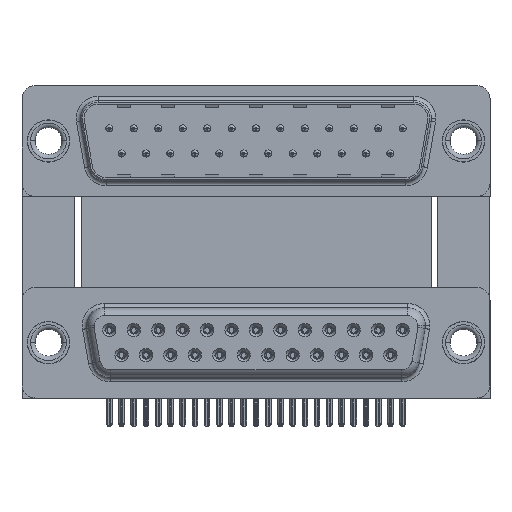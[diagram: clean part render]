
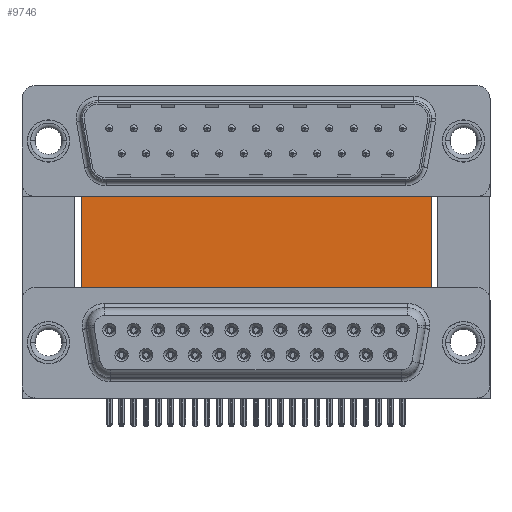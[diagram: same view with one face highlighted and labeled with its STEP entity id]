
A CAD part, top view. The second image highlights one B-rep face of the part: STEP entity #9746.
In plain terms, the highlighted planar face has unit normal (0, 0, 1).
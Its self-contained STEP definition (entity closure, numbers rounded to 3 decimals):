
#1165 = VECTOR ( 'NONE', #12091, 1000. ) ;
#4086 = ORIENTED_EDGE ( 'NONE', *, *, #9489, .F. ) ;
#4590 = ORIENTED_EDGE ( 'NONE', *, *, #35610, .T. ) ;
#5252 = DIRECTION ( 'NONE',  ( -1., 0., 0. ) ) ;
#8813 = EDGE_CURVE ( 'NONE', #52171, #46462, #50977, .T. ) ;
#9489 = EDGE_CURVE ( 'NONE', #17539, #52468, #37715, .T. ) ;
#9746 = ADVANCED_FACE ( 'NONE', ( #18521 ), #26010, .F. ) ;
#10374 = CARTESIAN_POINT ( 'NONE',  ( 43.43, -3.735, -12. ) ) ;
#11894 = LINE ( 'NONE', #37427, #54637 ) ;
#12091 = DIRECTION ( 'NONE',  ( 1., 0., 0. ) ) ;
#12145 = AXIS2_PLACEMENT_3D ( 'NONE', #31265, #21874, #5252 ) ;
#12913 = CARTESIAN_POINT ( 'NONE',  ( 3.79, -3.735, -12. ) ) ;
#13182 = EDGE_CURVE ( 'NONE', #52468, #46462, #29894, .T. ) ;
#13791 = DIRECTION ( 'NONE',  ( 0., -1., 0. ) ) ;
#13846 = VECTOR ( 'NONE', #13791, 1000. ) ;
#15609 = ORIENTED_EDGE ( 'NONE', *, *, #13182, .F. ) ;
#17539 = VERTEX_POINT ( 'NONE', #45950 ) ;
#18521 = FACE_OUTER_BOUND ( 'NONE', #30420, .T. ) ;
#21874 = DIRECTION ( 'NONE',  ( 0., 0., -1. ) ) ;
#26010 = PLANE ( 'NONE',  #12145 ) ;
#26273 = VECTOR ( 'NONE', #37430, 1000. ) ;
#29231 = CARTESIAN_POINT ( 'NONE',  ( 43.43, 16.585, -12. ) ) ;
#29894 = LINE ( 'NONE', #51871, #13846 ) ;
#30420 = EDGE_LOOP ( 'NONE', ( #33583, #15609, #4086, #4590 ) ) ;
#31265 = CARTESIAN_POINT ( 'NONE',  ( 3.79, 16.585, -12. ) ) ;
#33583 = ORIENTED_EDGE ( 'NONE', *, *, #8813, .T. ) ;
#34091 = CARTESIAN_POINT ( 'NONE',  ( 3.79, 16.585, -12. ) ) ;
#35610 = EDGE_CURVE ( 'NONE', #17539, #52171, #11894, .T. ) ;
#37427 = CARTESIAN_POINT ( 'NONE',  ( 3.79, 16.585, -12. ) ) ;
#37430 = DIRECTION ( 'NONE',  ( 1., 0., 0. ) ) ;
#37715 = LINE ( 'NONE', #34091, #26273 ) ;
#45950 = CARTESIAN_POINT ( 'NONE',  ( 3.79, 16.585, -12. ) ) ;
#46462 = VERTEX_POINT ( 'NONE', #10374 ) ;
#50707 = CARTESIAN_POINT ( 'NONE',  ( 3.79, -3.735, -12. ) ) ;
#50977 = LINE ( 'NONE', #12913, #1165 ) ;
#51871 = CARTESIAN_POINT ( 'NONE',  ( 43.43, 16.585, -12. ) ) ;
#52171 = VERTEX_POINT ( 'NONE', #50707 ) ;
#52468 = VERTEX_POINT ( 'NONE', #29231 ) ;
#54379 = DIRECTION ( 'NONE',  ( 0., -1., 0. ) ) ;
#54637 = VECTOR ( 'NONE', #54379, 1000. ) ;
